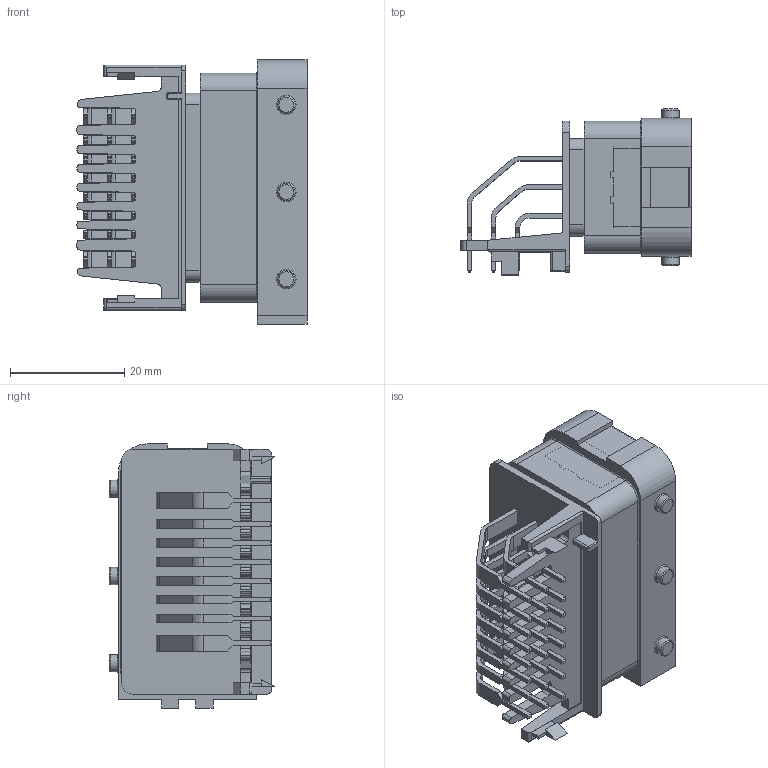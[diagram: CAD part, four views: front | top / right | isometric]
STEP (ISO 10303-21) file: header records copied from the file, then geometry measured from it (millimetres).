
FILE_DESCRIPTION(/* description */ (''),/* implementation_level */ '2;1');
FILE_NAME(/* name */ 'HCCPHPE24GYB90F.step',/* time_stamp */ '2025-11-24T21:28:27+10:00',/* author */ (''),/* organization */ (''),/* preprocessor_version */ 'ST-DEVELOPER v20.1',/* originating_system */ 'Autodesk Translation Framework v14.21.0.0',/* authorisation */ '');
FILE_SCHEMA (('AUTOMOTIVE_DESIGN { 1 0 10303 214 3 1 1 }'));
Length unit declared in the file: millimetre
Products named in the file (1): Connector(Mirror)
Bounding box: 40.2 x 28.95 x 46.2 mm (x, y, z)
Volume: 11941.7 mm3; surface area: 15675.5 mm2
Topology: 25 solids, 25 shells, 892 faces, 2338 edges, 1512 vertices
Faces by surface type: plane 677, cylinder 189, torus 16, cone 8, bspline 2
Full cylindrical faces by diameter (mm): 3 x6
Entity records: 27216 total; most frequent: CARTESIAN_POINT 4777, ORIENTED_EDGE 4676, DIRECTION 4538, EDGE_CURVE 2338, LINE 1916, VECTOR 1916, VERTEX_POINT 1512, AXIS2_PLACEMENT_3D 1311
